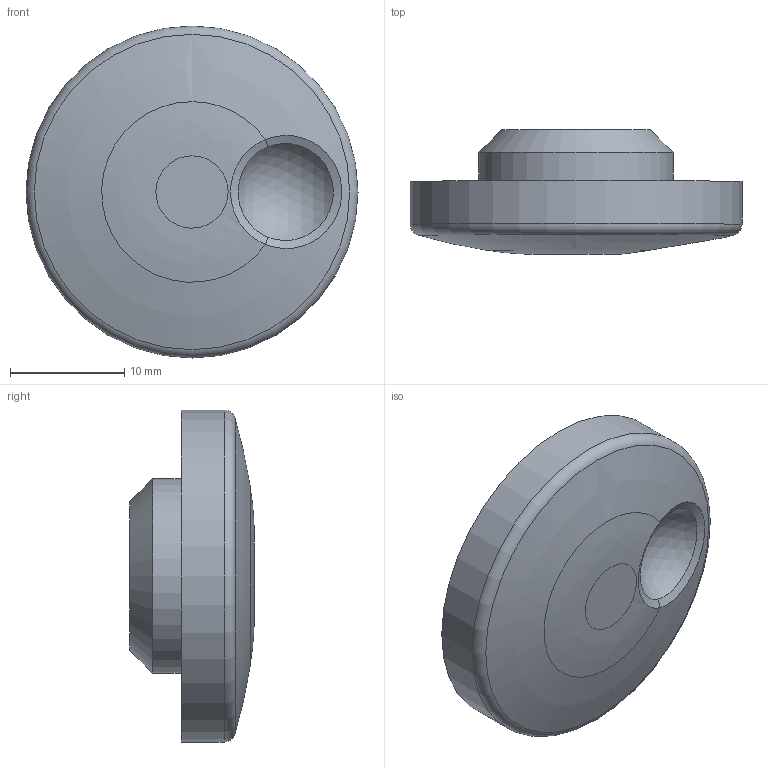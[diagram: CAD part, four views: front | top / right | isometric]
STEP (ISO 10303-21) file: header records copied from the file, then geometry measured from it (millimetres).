
FILE_DESCRIPTION( ( '' ), ' ' );
FILE_NAME( '5e45ffb46db6871503961738.step', '2020-02-14T02:02:29', ( '' ), ( '' ), ' ', ' ', ' ' );
FILE_SCHEMA( ( 'AUTOMOTIVE_DESIGN { 1 0 10303 214 1 1 1 1 }' ) );
Length unit declared in the file: metre
Products named in the file (1): front panel knob
Bounding box: 29 x 10.9 x 29 mm (x, y, z)
Volume: 4177.5 mm3; surface area: 2107.2 mm2
Topology: 1 solids, 1 shells, 17 faces, 35 edges, 22 vertices
Faces by surface type: plane 6, cone 4, sphere 2, bspline 2, cylinder 2, torus 1
Full cylindrical faces by diameter (mm): 17 x1, 29 x1
Entity records: 623 total; most frequent: CARTESIAN_POINT 178, DIRECTION 61, ORIENTED_EDGE 48, AXIS2_PLACEMENT_3D 29, EDGE_LOOP 25, EDGE_CURVE 24, FACE_OUTER_BOUND 22, STYLED_ITEM 17
